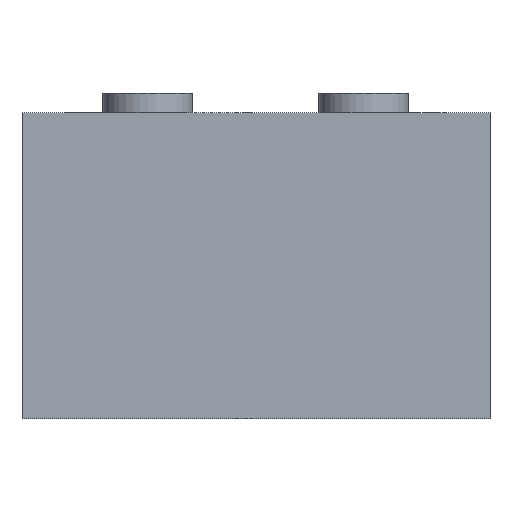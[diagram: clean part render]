
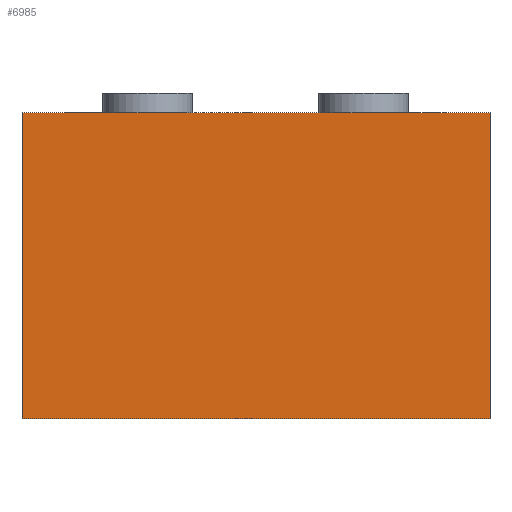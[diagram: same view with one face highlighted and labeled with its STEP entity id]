
A CAD part, front view. The second image highlights one B-rep face of the part: STEP entity #6985.
In plain terms, the highlighted planar face has unit normal (0, -1, 0).
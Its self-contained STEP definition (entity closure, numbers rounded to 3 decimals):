
#463=ORIENTED_EDGE('',*,*,#1900,.F.);
#464=ORIENTED_EDGE('',*,*,#1901,.F.);
#465=ORIENTED_EDGE('',*,*,#1902,.F.);
#466=ORIENTED_EDGE('',*,*,#1903,.F.);
#1900=EDGE_CURVE('',#2615,#2616,#3105,.T.);
#1901=EDGE_CURVE('',#2617,#2615,#3106,.T.);
#1902=EDGE_CURVE('',#2618,#2617,#3107,.T.);
#1903=EDGE_CURVE('',#2616,#2618,#3108,.T.);
#2615=VERTEX_POINT('',#9479);
#2616=VERTEX_POINT('',#9480);
#2617=VERTEX_POINT('',#9482);
#2618=VERTEX_POINT('',#9484);
#3105=LINE('',#9478,#3579);
#3106=LINE('',#9481,#3580);
#3107=LINE('',#9483,#3581);
#3108=LINE('',#9485,#3582);
#3579=VECTOR('',#7915,1000.);
#3580=VECTOR('',#7916,1000.);
#3581=VECTOR('',#7917,1000.);
#3582=VECTOR('',#7918,1000.);
#4034=EDGE_LOOP('',(#463,#464,#465,#466));
#4396=FACE_BOUND('',#4034,.T.);
#4751=PLANE('',#7310);
#6985=ADVANCED_FACE('',(#4396),#4751,.F.);
#7310=AXIS2_PLACEMENT_3D('',#9477,#7913,#7914);
#7913=DIRECTION('',(0.,1.,0.));
#7914=DIRECTION('',(-1.,0.,0.));
#7915=DIRECTION('',(0.,0.,1.));
#7916=DIRECTION('',(-1.,0.,0.));
#7917=DIRECTION('',(0.,0.,-1.));
#7918=DIRECTION('',(1.,0.,0.));
#9477=CARTESIAN_POINT('',(0.,-70.,0.));
#9478=CARTESIAN_POINT('',(-13.,-70.,-8.5));
#9479=CARTESIAN_POINT('',(-13.,-70.,-8.5));
#9480=CARTESIAN_POINT('',(-13.,-70.,8.5));
#9481=CARTESIAN_POINT('',(13.,-70.,-8.5));
#9482=CARTESIAN_POINT('',(13.,-70.,-8.5));
#9483=CARTESIAN_POINT('',(13.,-70.,8.5));
#9484=CARTESIAN_POINT('',(13.,-70.,8.5));
#9485=CARTESIAN_POINT('',(-13.,-70.,8.5));
